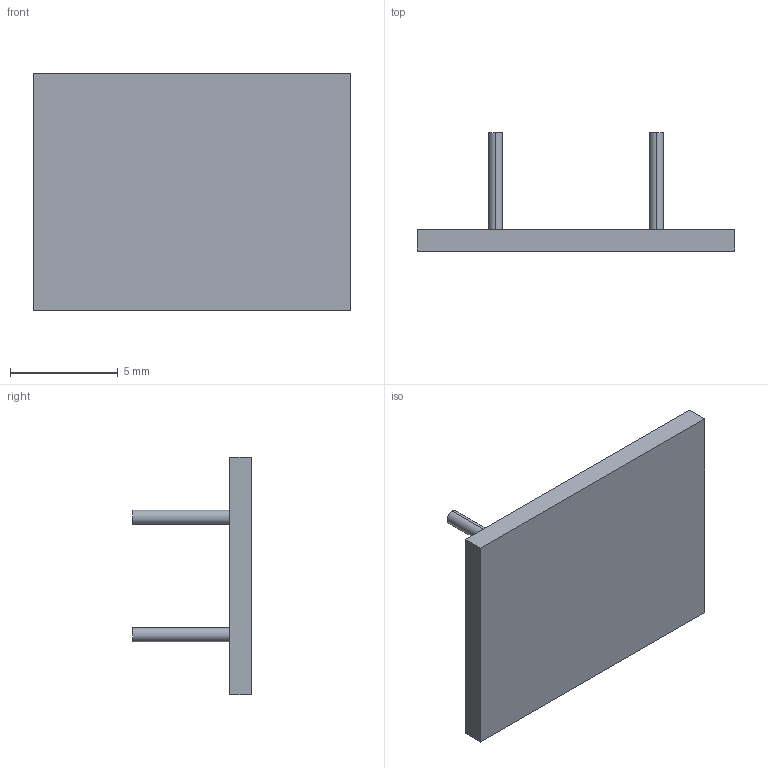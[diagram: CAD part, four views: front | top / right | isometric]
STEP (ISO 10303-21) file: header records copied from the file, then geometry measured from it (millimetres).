
FILE_DESCRIPTION (( 'STEP AP214' ), '1' );
FILE_NAME ('INGUN_14764.STEP', '2024-01-15T10:13:10', ( '' ), ( '' ), 'SwSTEP 2.0', 'SolidWorks 2021', '' );
FILE_SCHEMA (( 'AUTOMOTIVE_DESIGN' ));
Length unit declared in the file: millimetre
Products named in the file (1): INGUN_14764
Bounding box: 14.7 x 5.5 x 11 mm (x, y, z)
Volume: 162.9 mm3; surface area: 401 mm2
Topology: 1 solids, 1 shells, 47 faces, 105 edges, 70 vertices
Faces by surface type: plane 34, cylinder 13
Entity records: 1405 total; most frequent: DIRECTION 227, CARTESIAN_POINT 223, ORIENTED_EDGE 210, EDGE_CURVE 105, LINE 79, VECTOR 79, AXIS2_PLACEMENT_3D 74, VERTEX_POINT 70
